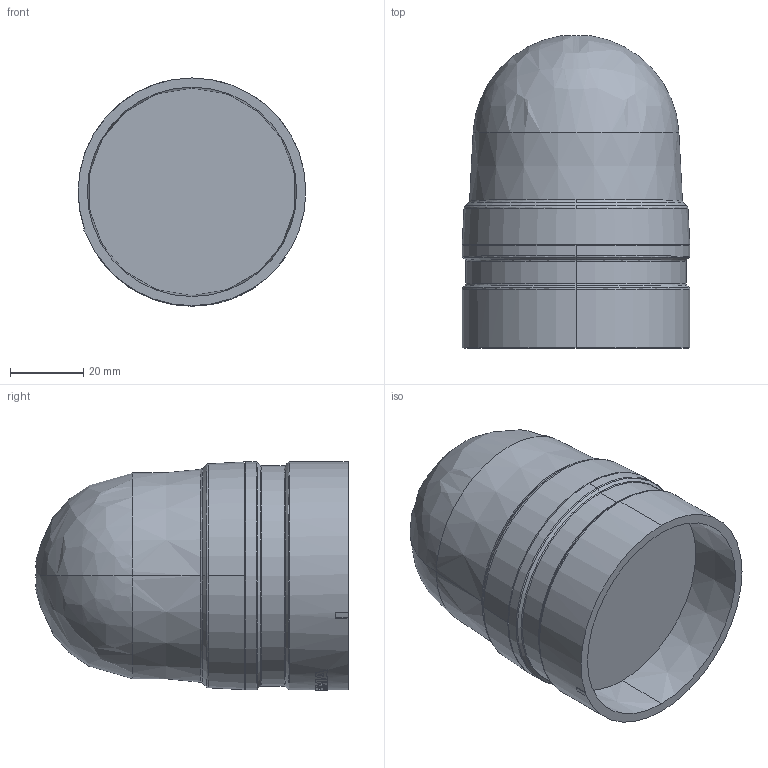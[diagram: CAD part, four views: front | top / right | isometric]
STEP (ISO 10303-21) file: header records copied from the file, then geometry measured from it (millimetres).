
FILE_DESCRIPTION (( 'STEP AP203' ), '1' );
FILE_NAME ('26011074.step', '2020-08-20T17:35:39', ( '' ), ( '' ), 'SwSTEP 2.0', 'SolidWorks 2019', '' );
FILE_SCHEMA (( 'CONFIG_CONTROL_DESIGN' ));
Length unit declared in the file: inch
Products named in the file (1): 26011074
Bounding box: 62 x 84.97 x 62.1 mm (x, y, z)
Volume: 170475 mm3; surface area: 22492.7 mm2
Topology: 1 solids, 1 shells, 165 faces, 434 edges, 282 vertices
Faces by surface type: plane 65, bspline 57, cylinder 27, cone 16
Entity records: 6743 total; most frequent: CARTESIAN_POINT 2816, ORIENTED_EDGE 868, DIRECTION 710, EDGE_CURVE 434, VERTEX_POINT 282, AXIS2_PLACEMENT_3D 257, LINE 196, VECTOR 196
